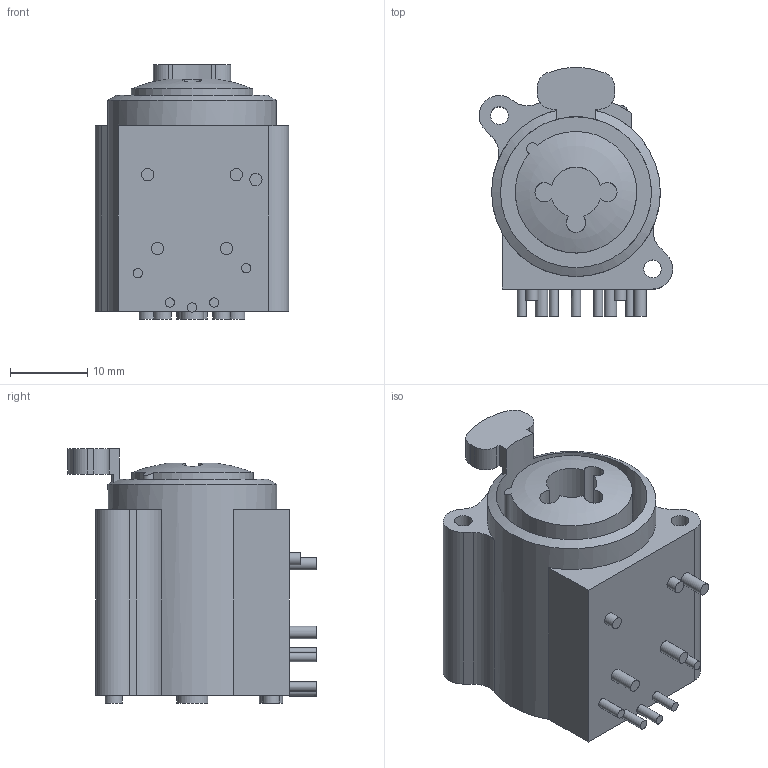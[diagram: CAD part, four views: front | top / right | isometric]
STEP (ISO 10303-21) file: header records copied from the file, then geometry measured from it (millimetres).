
FILE_DESCRIPTION(/* description */ (''),/* implementation_level */ '2;1');
FILE_NAME(/* name */ 'NCJ6FAH.step',/* time_stamp */ '2020-04-16T15:18:16+01:00',/* author */ (''),/* organization */ (''),/* preprocessor_version */ 'ST-DEVELOPER v18',/* originating_system */ 'Autodesk Translation Framework v8.12.0.6',/* authorisation */ '');
FILE_SCHEMA (('AUTOMOTIVE_DESIGN { 1 0 10303 214 3 1 1 }'));
Length unit declared in the file: millimetre
Products named in the file (1): NCJ6FAH
Bounding box: 24.99 x 32.09 x 32.85 mm (x, y, z)
Volume: 12048.2 mm3; surface area: 5872.1 mm2
Topology: 1 solids, 1 shells, 79 faces, 198 edges, 135 vertices
Faces by surface type: cylinder 40, plane 37, sphere 2
Full cylindrical faces by diameter (mm): 1.2 x5, 1.6 x5, 2.2 x4, 2.3 x2, 3 x1, 4 x1, 19.5 x1, 21.8 x1
Entity records: 2576 total; most frequent: CARTESIAN_POINT 520, DIRECTION 467, ORIENTED_EDGE 396, EDGE_CURVE 198, AXIS2_PLACEMENT_3D 194, VERTEX_POINT 135, CIRCLE 114, EDGE_LOOP 97
